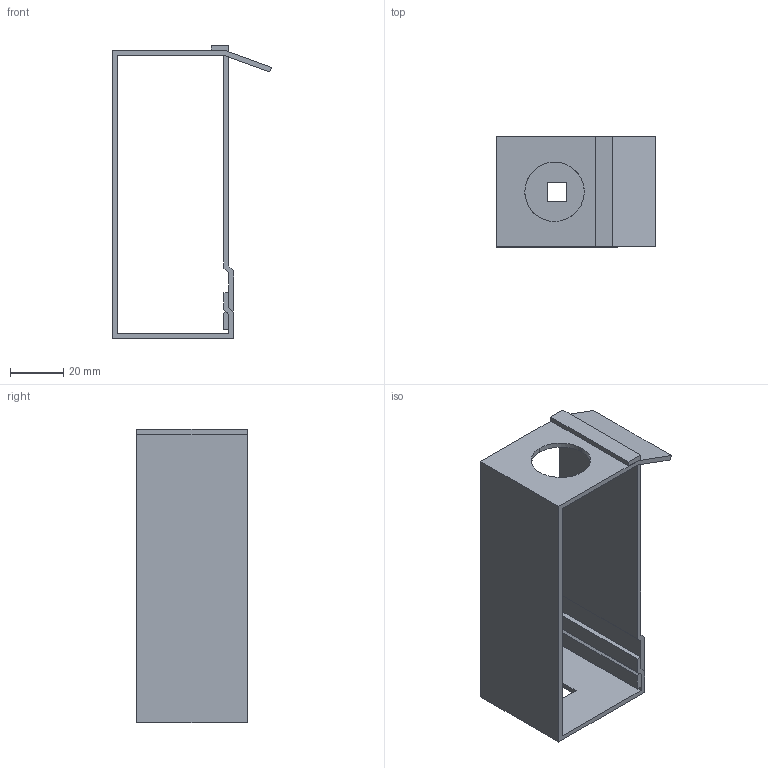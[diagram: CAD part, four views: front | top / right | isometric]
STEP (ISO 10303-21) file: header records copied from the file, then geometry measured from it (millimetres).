
FILE_DESCRIPTION(('TurboCAD Mac Pro'),'Build 980');
FILE_NAME('P2756.stp',' ',(''),(''),'ACIS Interop','IMSI','TurboCAD Mac Pro BY IMSI, INCORPORATED');
FILE_SCHEMA(('automotive_design'));
Length unit declared in the file: inch
Products named in the file (4): 1; 2; 3; 4
Bounding box: 59.62 x 41.27 x 109.78 mm (x, y, z)
Volume: 24646 mm3; surface area: 28816.3 mm2
Topology: 4 solids, 4 shells, 51 faces, 129 edges, 86 vertices
Faces by surface type: plane 47, bspline 4
Entity records: 2681 total; most frequent: CARTESIAN_POINT 322, ORIENTED_EDGE 258, DIRECTION 223, STYLED_ITEM 184, PRESENTATION_STYLE_ASSIGNMENT 184, COLOUR_RGB 184, EDGE_CURVE 129, CURVE_STYLE 129
